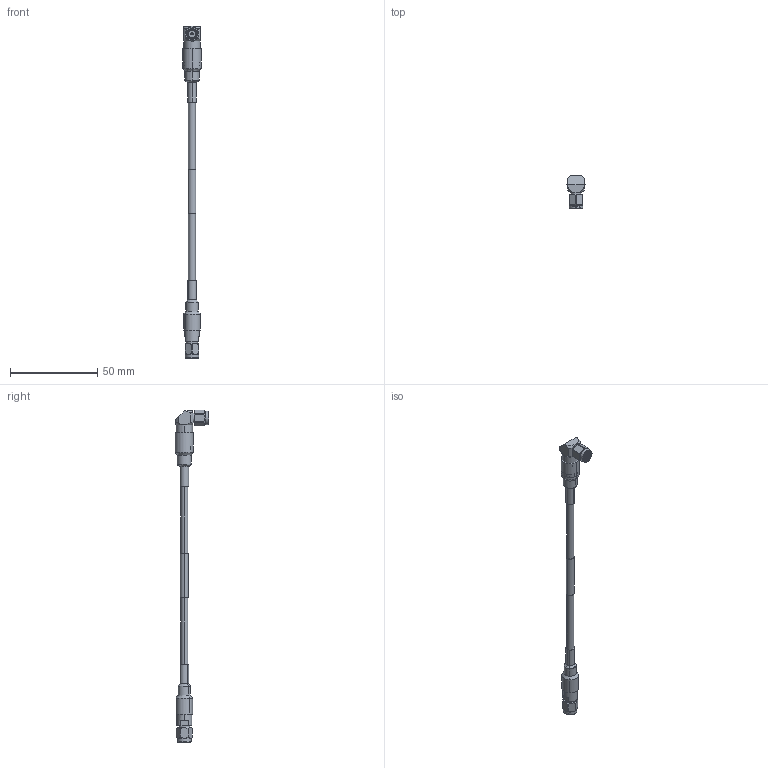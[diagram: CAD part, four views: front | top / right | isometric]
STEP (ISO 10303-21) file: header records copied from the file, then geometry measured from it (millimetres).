
FILE_DESCRIPTION (( 'STEP AP214' ), '1' );
FILE_NAME ('FMC0204914_3D.step', '2025-03-07T00:13:44', ( '' ), ( '' ), 'SwSTEP 2.0', 'SolidWorks 2022', '' );
FILE_SCHEMA (( 'AUTOMOTIVE_DESIGN' ));
Length unit declared in the file: inch
Products named in the file (6): Heat Shrink_FM160FLEX_2; Heat Shrink_FM160FLEX; FMC0204914_3D; Coax Cable_FM160FLEX_PE-P160; PE44817-4MJR5 ¦ FMCN1083-4MJR5; FMCN1465_2
Assembly tree (5 placements, depth 2):
  FMC0204914_3D
    Coax Cable_FM160FLEX_PE-P160
    Heat Shrink_FM160FLEX_2
    FMCN1465_2
    PE44817-4MJR5 ¦ FMCN1083-4MJR5
    Heat Shrink_FM160FLEX
Bounding box: 10.36 x 19.15 x 189.83 mm (x, y, z)
Volume: 8021.5 mm3; surface area: 6152.7 mm2
Topology: 5 solids, 5 shells, 251 faces, 600 edges, 377 vertices
Faces by surface type: cylinder 116, plane 63, cone 54, bspline 18
Entity records: 11279 total; most frequent: CARTESIAN_POINT 5399, ORIENTED_EDGE 1192, DIRECTION 1142, EDGE_CURVE 596, AXIS2_PLACEMENT_3D 471, VERTEX_POINT 377, EDGE_LOOP 273, ADVANCED_FACE 251
